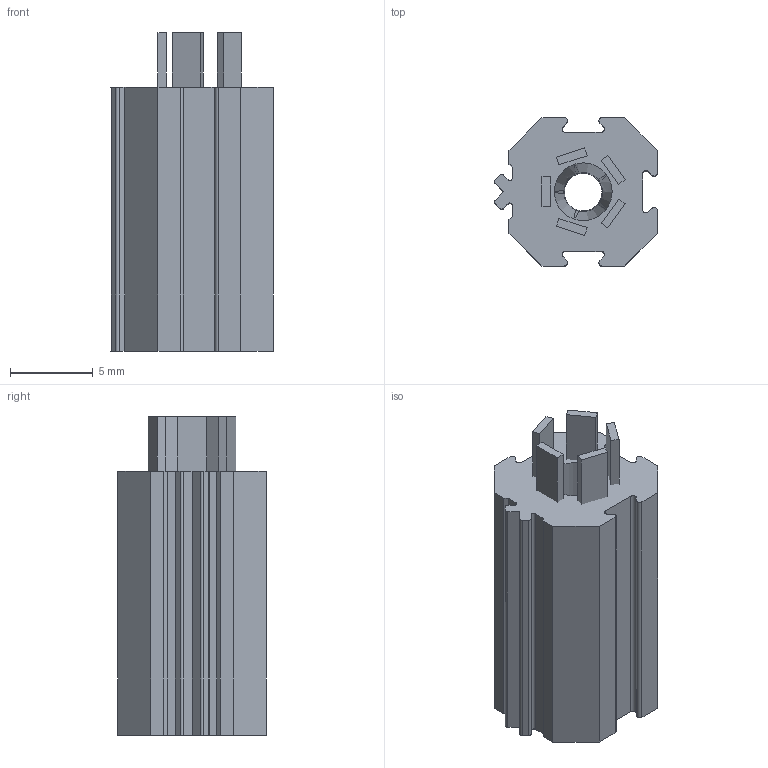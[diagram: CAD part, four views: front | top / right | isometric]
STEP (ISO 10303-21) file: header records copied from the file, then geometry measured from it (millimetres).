
FILE_DESCRIPTION (( 'STEP AP203' ), '1' );
FILE_NAME ('S98050-D02.STEP', '2025-01-22T09:02:54', ( '' ), ( '' ), 'SwSTEP 2.0', 'SolidWorks 2023', '' );
FILE_SCHEMA (( 'CONFIG_CONTROL_DESIGN' ));
Length unit declared in the file: millimetre
Products named in the file (3): V96455-E_Monoblock; K98050-A_Monoblock; S98050-D02
Assembly tree (2 placements, depth 2):
  S98050-D02
    V96455-E_Monoblock
    K98050-A_Monoblock
Bounding box: 9.88 x 9 x 19.3 mm (x, y, z)
Volume: 1076.2 mm3; surface area: 1403.3 mm2
Topology: 2 solids, 2 shells, 97 faces, 265 edges, 172 vertices
Faces by surface type: plane 65, cylinder 26, cone 6
Full cylindrical faces by diameter (mm): 3.5 x1, 4 x1, 5.35 x1
Entity records: 3420 total; most frequent: CARTESIAN_POINT 702, ORIENTED_EDGE 504, DIRECTION 497, EDGE_CURVE 252, VECTOR 181, LINE 181, VERTEX_POINT 168, AXIS2_PLACEMENT_3D 158
